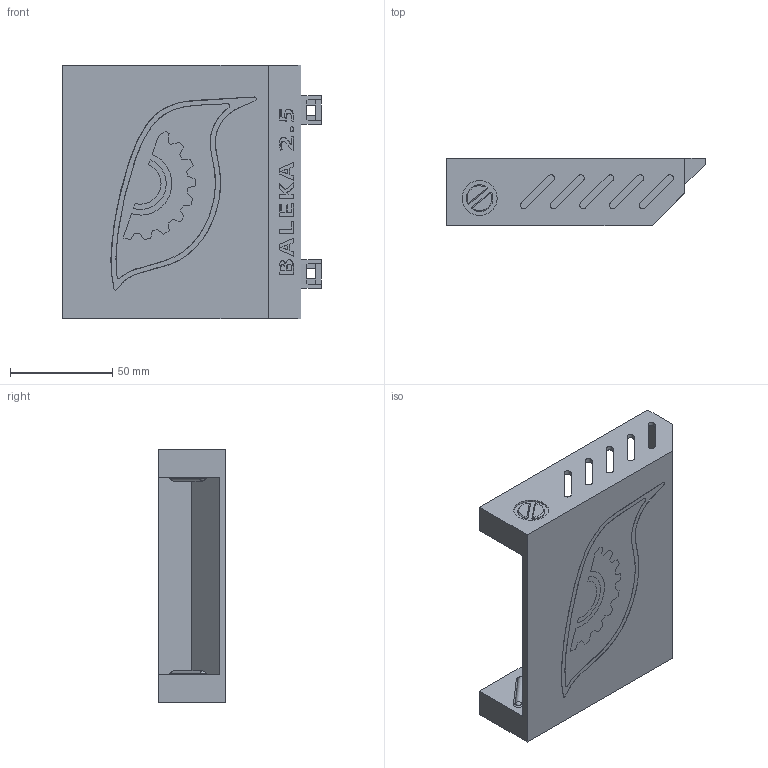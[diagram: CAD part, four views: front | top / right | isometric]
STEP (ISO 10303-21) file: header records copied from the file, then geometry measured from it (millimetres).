
FILE_DESCRIPTION(/* description */ ('STEP AP214','CAx-IF Rec.Pracs.---Representation and Presentation of Product Manufacturing Information (PMI)---4.0---2014-10-13'),/* implementation_level */ '2;1');
FILE_NAME(/* name */ '62fc6c3c-8266-4825-b545-6600ba2af041.step',/* time_stamp */ '2024-12-02T08:32:41Z',/* author */ (''),/* organization */ (''),/* preprocessor_version */ 'ST-DEVELOPER v20',/* originating_system */ 'Autodesk Translation Framework v13.20.0.188',/* authorisation */ '');
FILE_SCHEMA (('AP242_MANAGED_MODEL_BASED_3D_ENGINEERING_MIM_LF { 1 0 10303 442 1 1 4 }'));
Length unit declared in the file: millimetre
Products named in the file (1): baleka lid
Bounding box: 126.36 x 33 x 124 mm (x, y, z)
Volume: 82271 mm3; surface area: 59179 mm2
Topology: 7 solids, 7 shells, 491 faces, 1330 edges, 880 vertices
Faces by surface type: plane 369, bspline 77, cylinder 35, torus 4, sphere 4, cone 2
Full cylindrical faces by diameter (mm): 4 x1, 17.071 x1
Entity records: 19012 total; most frequent: CARTESIAN_POINT 7065, ORIENTED_EDGE 2656, DIRECTION 2076, EDGE_CURVE 1328, LINE 1078, VECTOR 1078, VERTEX_POINT 880, EDGE_LOOP 538
